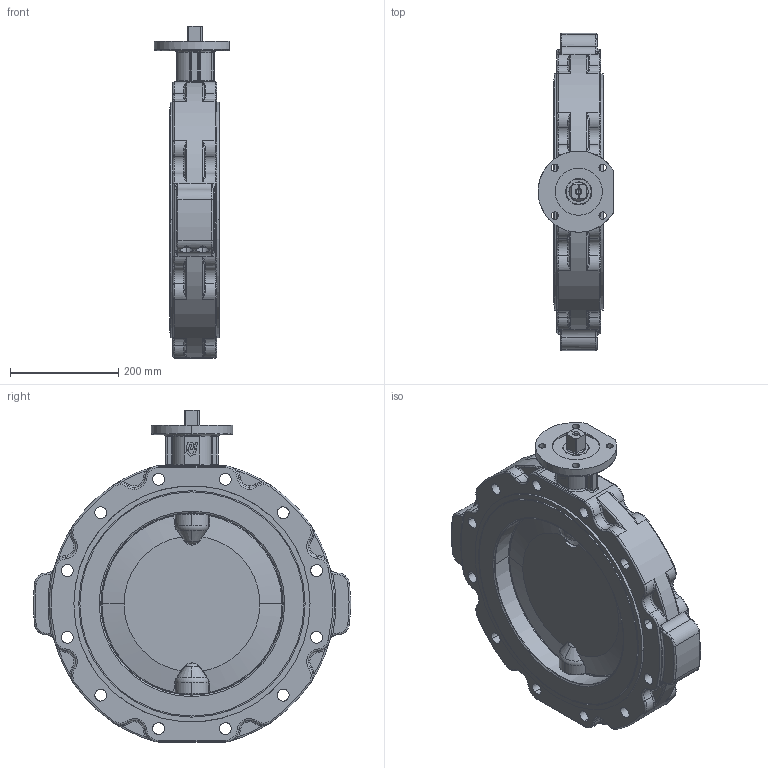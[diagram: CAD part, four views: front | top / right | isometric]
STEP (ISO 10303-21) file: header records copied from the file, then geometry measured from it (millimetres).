
FILE_DESCRIPTION(('HOOPS Exchange Step'),'2;1');
FILE_NAME('AK10_DN350_ansi150_oH.stp','2025-10-06T09:44:15+02:00',('nieru'),('Unknown organisation'),'HOOPS Exchange 2024.2','HOOPS Exchange','Unknown authorisation');
FILE_SCHEMA( ('AP203_CONFIGURATION_CONTROLLED_3D_DESIGN_OF_MECHANICAL_PARTS_AND_ASSEMBLIES_MIM_LF') );
Length unit declared in the file: millimetre
Products named in the file (2): 0; root
Assembly tree (1 placements, depth 2):
  root
    0
Bounding box: 140 x 585.64 x 612.89 mm (x, y, z)
Volume: 13387007.5 mm3; surface area: 973880.6 mm2
Topology: 1 solids, 1 shells, 787 faces, 2066 edges, 1238 vertices
Faces by surface type: cylinder 254, torus 250, plane 167, bspline 52, cone 46, sphere 18
Entity records: 81341 total; most frequent: CARTESIAN_POINT 63862, ORIENTED_EDGE 4024, DIRECTION 3095, EDGE_CURVE 2012, VERTEX_POINT 1254, AXIS2_PLACEMENT_3D 1251, EDGE_LOOP 854, FACE_BOUND 854
